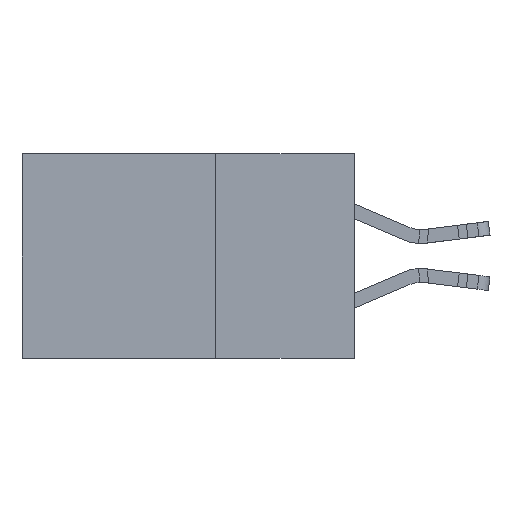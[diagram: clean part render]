
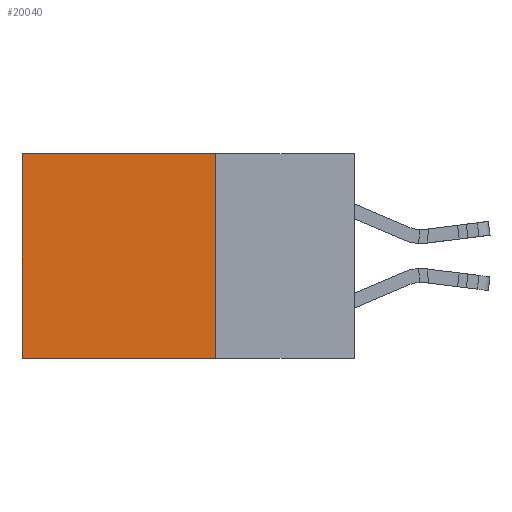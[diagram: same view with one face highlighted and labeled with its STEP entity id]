
A CAD part, left-side view. The second image highlights one B-rep face of the part: STEP entity #20040.
In plain terms, the highlighted planar face has unit normal (-1, 0, 0).
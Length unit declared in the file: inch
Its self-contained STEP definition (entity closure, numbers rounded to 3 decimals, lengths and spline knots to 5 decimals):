
#353 = VERTEX_POINT ( 'NONE', #17019 ) ;
#1738 = DIRECTION ( 'NONE',  ( 0., 0., -1. ) ) ;
#1827 = ORIENTED_EDGE ( 'NONE', *, *, #10650, .T. ) ;
#2136 = LINE ( 'NONE', #16899, #14636 ) ;
#2396 = EDGE_CURVE ( 'NONE', #20235, #16769, #20461, .T. ) ;
#2404 = DIRECTION ( 'NONE',  ( 0., 1., 0. ) ) ;
#3030 = ORIENTED_EDGE ( 'NONE', *, *, #2396, .F. ) ;
#3164 = EDGE_CURVE ( 'NONE', #20235, #353, #7994, .T. ) ;
#4035 = DIRECTION ( 'NONE',  ( 0., 0., -1. ) ) ;
#4049 = CARTESIAN_POINT ( 'NONE',  ( 0.2615, 0.25, -0.37 ) ) ;
#4380 = AXIS2_PLACEMENT_3D ( 'NONE', #16613, #22744, #4035 ) ;
#5230 = EDGE_LOOP ( 'NONE', ( #1827, #8742, #3030, #11784 ) ) ;
#5391 = EDGE_CURVE ( 'NONE', #16769, #24404, #2136, .T. ) ;
#7138 = CARTESIAN_POINT ( 'NONE',  ( 0.2615, 0.25, -0.37 ) ) ;
#7994 = LINE ( 'NONE', #26582, #8430 ) ;
#8094 = VECTOR ( 'NONE', #1738, 39.37008 ) ;
#8430 = VECTOR ( 'NONE', #16462, 39.37008 ) ;
#8742 = ORIENTED_EDGE ( 'NONE', *, *, #5391, .F. ) ;
#9834 = CARTESIAN_POINT ( 'NONE',  ( 0.2615, 0.6, -0.37 ) ) ;
#10650 = EDGE_CURVE ( 'NONE', #353, #24404, #20195, .T. ) ;
#11784 = ORIENTED_EDGE ( 'NONE', *, *, #3164, .T. ) ;
#14636 = VECTOR ( 'NONE', #2404, 39.37008 ) ;
#15938 = VECTOR ( 'NONE', #18153, 39.37008 ) ;
#16462 = DIRECTION ( 'NONE',  ( 0., 1., 0. ) ) ;
#16613 = CARTESIAN_POINT ( 'NONE',  ( 0.2615, 0.25, -0.37 ) ) ;
#16769 = VERTEX_POINT ( 'NONE', #7138 ) ;
#16899 = CARTESIAN_POINT ( 'NONE',  ( 0.2615, 0.25, -0.37 ) ) ;
#17019 = CARTESIAN_POINT ( 'NONE',  ( 0.2615, 0.6, 0. ) ) ;
#18153 = DIRECTION ( 'NONE',  ( 0., 0., -1. ) ) ;
#18399 = PLANE ( 'NONE',  #4380 ) ;
#18509 = CARTESIAN_POINT ( 'NONE',  ( 0.2615, 0.6, -0.37 ) ) ;
#20040 = ADVANCED_FACE ( 'NONE', ( #22876 ), #18399, .F. ) ;
#20195 = LINE ( 'NONE', #9834, #15938 ) ;
#20235 = VERTEX_POINT ( 'NONE', #25361 ) ;
#20461 = LINE ( 'NONE', #4049, #8094 ) ;
#22744 = DIRECTION ( 'NONE',  ( 1., 0., 0. ) ) ;
#22876 = FACE_OUTER_BOUND ( 'NONE', #5230, .T. ) ;
#24404 = VERTEX_POINT ( 'NONE', #18509 ) ;
#25361 = CARTESIAN_POINT ( 'NONE',  ( 0.2615, 0.25, 0. ) ) ;
#26582 = CARTESIAN_POINT ( 'NONE',  ( 0.2615, 0.25, 0. ) ) ;
